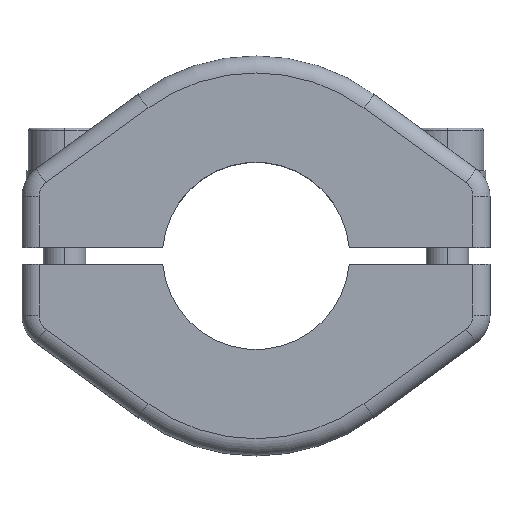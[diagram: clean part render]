
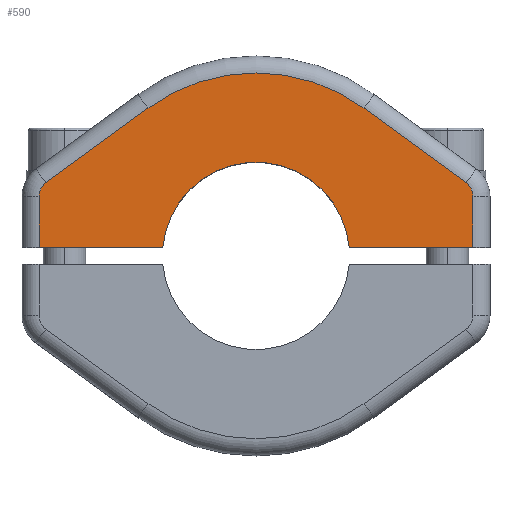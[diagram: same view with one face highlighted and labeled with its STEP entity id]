
A CAD part, top view. The second image highlights one B-rep face of the part: STEP entity #590.
In plain terms, the highlighted planar face has unit normal (0, 0, 1).
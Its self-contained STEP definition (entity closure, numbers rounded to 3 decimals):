
#13 = ORIENTED_EDGE ( 'NONE', *, *, #3903, .T. ) ;
#23 = ORIENTED_EDGE ( 'NONE', *, *, #4033, .T. ) ;
#24 = ORIENTED_EDGE ( 'NONE', *, *, #3909, .T. ) ;
#112 = AXIS2_PLACEMENT_3D ( 'NONE', #2733, #2736, #2737 ) ;
#368 = ORIENTED_EDGE ( 'NONE', *, *, #3912, .T. ) ;
#374 = ORIENTED_EDGE ( 'NONE', *, *, #3914, .T. ) ;
#375 = ORIENTED_EDGE ( 'NONE', *, *, #3916, .T. ) ;
#417 = ORIENTED_EDGE ( 'NONE', *, *, #3919, .T. ) ;
#419 = ORIENTED_EDGE ( 'NONE', *, *, #3920, .T. ) ;
#421 = ORIENTED_EDGE ( 'NONE', *, *, #3848, .T. ) ;
#427 = ORIENTED_EDGE ( 'NONE', *, *, #3924, .F. ) ;
#590 = ADVANCED_FACE ( 'NONE', ( #2731 ), #2735, .T. ) ;
#702 = VECTOR ( 'NONE', #1370, 1000. ) ;
#703 = AXIS2_PLACEMENT_3D ( 'NONE', #1356, #1357, #1358 ) ;
#706 = CIRCLE ( 'NONE', #703, 2. ) ;
#715 = VECTOR ( 'NONE', #1342, 1000. ) ;
#741 = CARTESIAN_POINT ( 'NONE',  ( -25.5, 6.97, 9. ) ) ;
#744 = CARTESIAN_POINT ( 'NONE',  ( -24.681, 8.584, 9. ) ) ;
#747 = CARTESIAN_POINT ( 'NONE',  ( -12.694, 17.353, 9. ) ) ;
#750 = CARTESIAN_POINT ( 'NONE',  ( 12.694, 17.353, 9. ) ) ;
#753 = CARTESIAN_POINT ( 'NONE',  ( 24.681, 8.584, 9. ) ) ;
#775 = CARTESIAN_POINT ( 'NONE',  ( 25.5, 6.97, 9. ) ) ;
#776 = CARTESIAN_POINT ( 'NONE',  ( 10.954, 1., 9. ) ) ;
#1093 = CARTESIAN_POINT ( 'NONE',  ( 25.5, 1., 9. ) ) ;
#1134 = CARTESIAN_POINT ( 'NONE',  ( 27.5, 1., 9. ) ) ;
#1138 = LINE ( 'NONE', #1134, #1773 ) ;
#1143 = DIRECTION ( 'NONE',  ( 1., 0., 0. ) ) ;
#1332 = LINE ( 'NONE', #1333, #715 ) ;
#1333 = CARTESIAN_POINT ( 'NONE',  ( 25.5, 6.97, 9. ) ) ;
#1342 = DIRECTION ( 'NONE',  ( 0., 1., 0. ) ) ;
#1356 = CARTESIAN_POINT ( 'NONE',  ( 23.5, 6.97, 9. ) ) ;
#1357 = DIRECTION ( 'NONE',  ( 0., 0., 1. ) ) ;
#1358 = DIRECTION ( 'NONE',  ( 1., 0., 0. ) ) ;
#1368 = LINE ( 'NONE', #1369, #702 ) ;
#1369 = CARTESIAN_POINT ( 'NONE',  ( 12.694, 17.353, 9. ) ) ;
#1370 = DIRECTION ( 'NONE',  ( -0.807, 0.59, 0. ) ) ;
#1374 = LINE ( 'NONE', #1375, #3204 ) ;
#1375 = CARTESIAN_POINT ( 'NONE',  ( -24.681, 8.584, 9. ) ) ;
#1376 = CARTESIAN_POINT ( 'NONE',  ( 0., 0., 9. ) ) ;
#1377 = DIRECTION ( 'NONE',  ( 0., 0., 1. ) ) ;
#1378 = DIRECTION ( 'NONE',  ( 1., 0., 0. ) ) ;
#1383 = DIRECTION ( 'NONE',  ( -0.807, -0.59, 0. ) ) ;
#1384 = CARTESIAN_POINT ( 'NONE',  ( -25.5, 1., 9. ) ) ;
#1385 = LINE ( 'NONE', #1384, #3116 ) ;
#1394 = CARTESIAN_POINT ( 'NONE',  ( -23.5, 6.97, 9. ) ) ;
#1395 = DIRECTION ( 'NONE',  ( 0., 0., 1. ) ) ;
#1396 = DIRECTION ( 'NONE',  ( 1., 0., 0. ) ) ;
#1397 = DIRECTION ( 'NONE',  ( 0., -1., 0. ) ) ;
#1408 = CARTESIAN_POINT ( 'NONE',  ( 0., 0., 9. ) ) ;
#1409 = DIRECTION ( 'NONE',  ( 0., 0., 1. ) ) ;
#1410 = DIRECTION ( 'NONE',  ( 1., 0., 0. ) ) ;
#1773 = VECTOR ( 'NONE', #1143, 1000. ) ;
#1782 = VERTEX_POINT ( 'NONE', #2816 ) ;
#1822 = VERTEX_POINT ( 'NONE', #2855 ) ;
#1865 = VERTEX_POINT ( 'NONE', #741 ) ;
#1868 = VERTEX_POINT ( 'NONE', #744 ) ;
#1871 = VERTEX_POINT ( 'NONE', #747 ) ;
#1874 = VERTEX_POINT ( 'NONE', #750 ) ;
#1877 = VERTEX_POINT ( 'NONE', #753 ) ;
#1899 = VERTEX_POINT ( 'NONE', #775 ) ;
#1900 = VERTEX_POINT ( 'NONE', #776 ) ;
#2731 = FACE_OUTER_BOUND ( 'NONE', #3608, .T. ) ;
#2733 = CARTESIAN_POINT ( 'NONE',  ( -23.5, 6.97, 9. ) ) ;
#2735 = PLANE ( 'NONE',  #112 ) ;
#2736 = DIRECTION ( 'NONE',  ( 0., 0., 1. ) ) ;
#2737 = DIRECTION ( 'NONE',  ( 1., 0., 0. ) ) ;
#2816 = CARTESIAN_POINT ( 'NONE',  ( -10.954, 1., 9. ) ) ;
#2855 = CARTESIAN_POINT ( 'NONE',  ( -25.5, 1., 9. ) ) ;
#3091 = VERTEX_POINT ( 'NONE', #1093 ) ;
#3116 = VECTOR ( 'NONE', #1397, 1000. ) ;
#3126 = CIRCLE ( 'NONE', #3146, 2. ) ;
#3146 = AXIS2_PLACEMENT_3D ( 'NONE', #1394, #1395, #1396 ) ;
#3170 = AXIS2_PLACEMENT_3D ( 'NONE', #1376, #1377, #1378 ) ;
#3204 = VECTOR ( 'NONE', #1383, 1000. ) ;
#3213 = CIRCLE ( 'NONE', #3219, 11. ) ;
#3219 = AXIS2_PLACEMENT_3D ( 'NONE', #1408, #1409, #1410 ) ;
#3275 = CIRCLE ( 'NONE', #3170, 21.5 ) ;
#3306 = VECTOR ( 'NONE', #4089, 1000. ) ;
#3608 = EDGE_LOOP ( 'NONE', ( #23, #13, #24, #368, #374, #375, #417, #419, #421, #427 ) ) ;
#3848 = EDGE_CURVE ( 'NONE', #1822, #1782, #1138, .T. ) ;
#3903 = EDGE_CURVE ( 'NONE', #3091, #1899, #1332, .T. ) ;
#3909 = EDGE_CURVE ( 'NONE', #1899, #1877, #706, .T. ) ;
#3912 = EDGE_CURVE ( 'NONE', #1877, #1874, #1368, .T. ) ;
#3914 = EDGE_CURVE ( 'NONE', #1874, #1871, #3275, .T. ) ;
#3916 = EDGE_CURVE ( 'NONE', #1871, #1868, #1374, .T. ) ;
#3919 = EDGE_CURVE ( 'NONE', #1868, #1865, #3126, .T. ) ;
#3920 = EDGE_CURVE ( 'NONE', #1865, #1822, #1385, .T. ) ;
#3924 = EDGE_CURVE ( 'NONE', #1900, #1782, #3213, .T. ) ;
#4033 = EDGE_CURVE ( 'NONE', #1900, #3091, #4078, .T. ) ;
#4078 = LINE ( 'NONE', #4079, #3306 ) ;
#4079 = CARTESIAN_POINT ( 'NONE',  ( 27.5, 1., 9. ) ) ;
#4089 = DIRECTION ( 'NONE',  ( 1., 0., 0. ) ) ;
